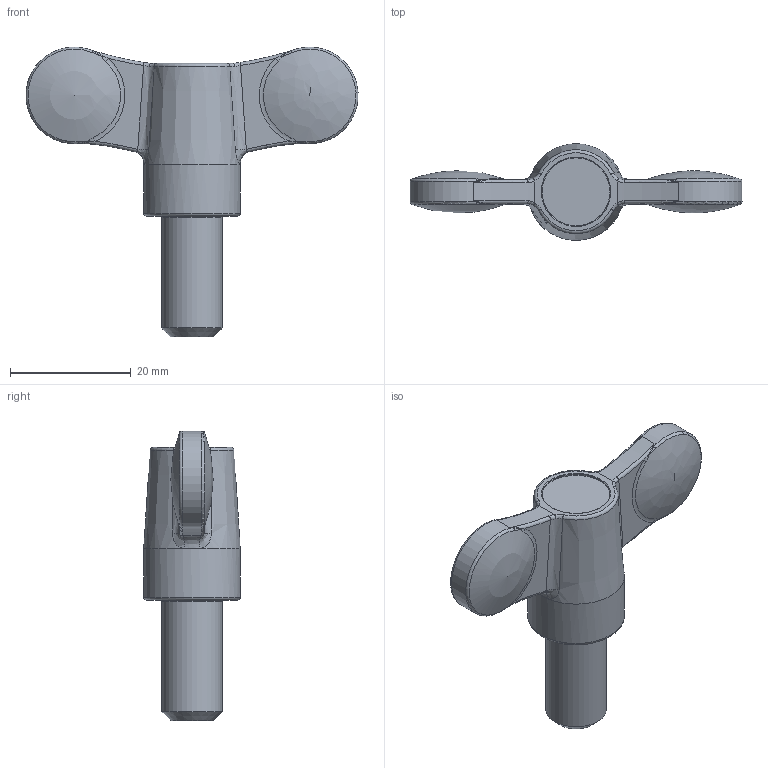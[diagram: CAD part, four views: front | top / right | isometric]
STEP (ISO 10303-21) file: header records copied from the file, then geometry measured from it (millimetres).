
FILE_DESCRIPTION( ( 'Unknown' ), '1' );
FILE_NAME( '6365050_GF55_P_M10x20.stp', 'Unknown', ( 'Unknown' ), ( 'Unknown' ), 'PSStep 11.0', 'Unknown', ' ' );
FILE_SCHEMA( ( 'AUTOMOTIVE_DESIGN { 1 0 10303 214 1 1 1 1 }' ) );
Length unit declared in the file: millimetre
Products named in the file (1): 8900504
Bounding box: 54.97 x 16 x 48 mm (x, y, z)
Volume: 8893.2 mm3; surface area: 4225.5 mm2
Topology: 1 solids, 4 shells, 124 faces, 302 edges, 174 vertices
Faces by surface type: bspline 60, torus 26, cylinder 19, plane 14, cone 3, sphere 2
Full cylindrical faces by diameter (mm): 7.95 x1, 10 x2, 11.25 x2, 11.3 x3, 16 x1
Entity records: 8820 total; most frequent: CARTESIAN_POINT 5547, ORIENTED_EDGE 506, DIRECTION 392, EDGE_CURVE 253, AXIS2_PLACEMENT_3D 188, VERTEX_POINT 159, EDGE_LOOP 148, FACE_OUTER_BOUND 141
